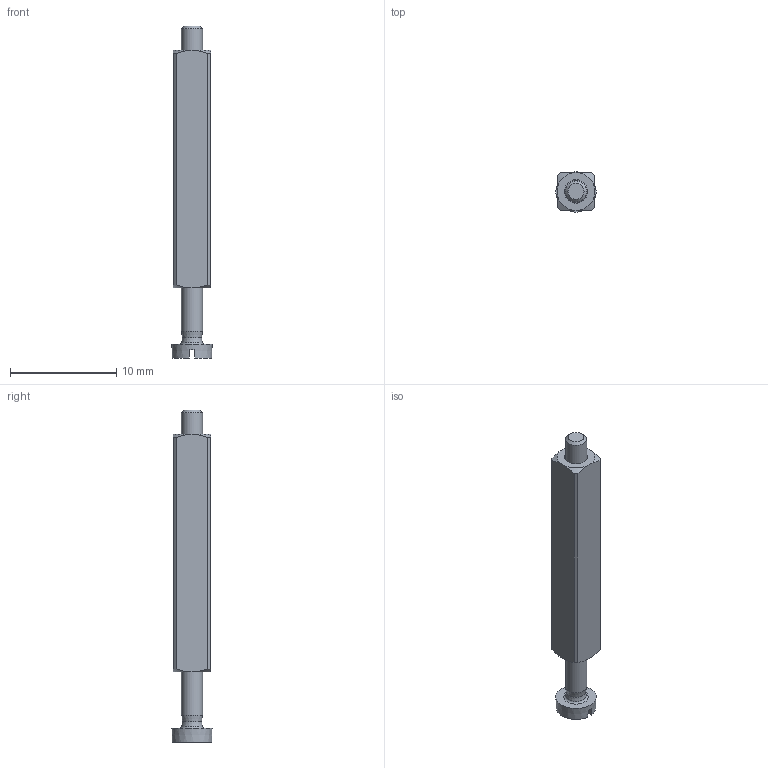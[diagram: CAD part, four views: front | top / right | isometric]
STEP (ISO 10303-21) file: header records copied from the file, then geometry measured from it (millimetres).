
FILE_DESCRIPTION(/* description */ ('STEP AP214'),/* implementation_level */ '2;1');
FILE_NAME(/* name */ '3617045_DADP-AK-Q1-8',/* time_stamp */ '2024-08-12T19:49:32+02:00',/* author */ ('License CC BY-ND 4.0'),/* organization */ ('CADENAS'),/* preprocessor_version */ 'ST-DEVELOPER v19.3',/* originating_system */ 'PARTsolutions',/* authorisation */ ' ');
FILE_SCHEMA (('AUTOMOTIVE_DESIGN {1 0 10303 214 3 1 1}'));
Length unit declared in the file: millimetre
Products named in the file (3): 3617045 DADP-AK-Q1-8; 375099 DSM-8-180-P-A-FF; DIN-84 - M2x30
Assembly tree (2 placements, depth 2):
  3617045 DADP-AK-Q1-8
    375099 DSM-8-180-P-A-FF
    DIN-84 - M2x30
Bounding box: 3.8 x 3.8 x 31.3 mm (x, y, z)
Volume: 292.6 mm3; surface area: 698.6 mm2
Topology: 2 solids, 2 shells, 32 faces, 77 edges, 50 vertices
Faces by surface type: plane 13, cone 12, cylinder 6, torus 1
Full cylindrical faces by diameter (mm): 2 x1, 2.2 x1
Entity records: 993 total; most frequent: CARTESIAN_POINT 213, DIRECTION 148, ORIENTED_EDGE 138, EDGE_CURVE 69, AXIS2_PLACEMENT_3D 64, VERTEX_POINT 49, EDGE_LOOP 42, FACE_BOUND 42
